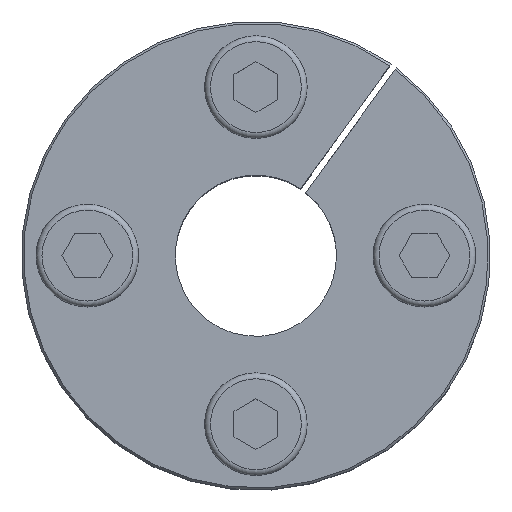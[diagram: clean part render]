
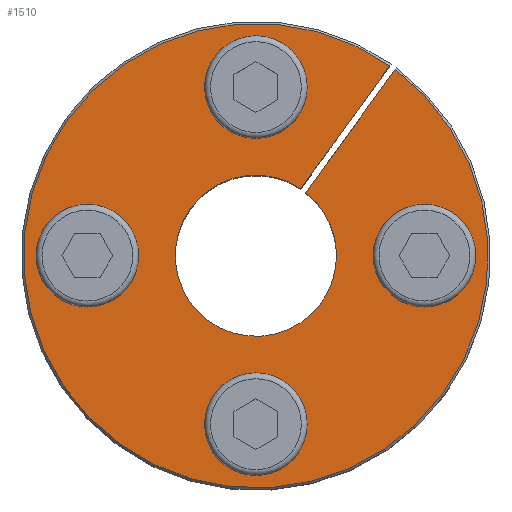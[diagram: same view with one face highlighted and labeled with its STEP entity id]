
A CAD part, top view. The second image highlights one B-rep face of the part: STEP entity #1510.
In plain terms, the highlighted planar face has unit normal (0, 0, 1).
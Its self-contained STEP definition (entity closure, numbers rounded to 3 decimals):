
#117=LINE('',#2523,#231);
#122=LINE('',#2534,#236);
#231=VECTOR('',#1996,1.);
#236=VECTOR('',#2003,1.);
#299=PLANE('',#1680);
#343=FACE_BOUND('',#549,.T.);
#344=FACE_BOUND('',#550,.T.);
#345=FACE_BOUND('',#551,.T.);
#346=FACE_BOUND('',#552,.T.);
#436=FACE_OUTER_BOUND('',#548,.T.);
#548=EDGE_LOOP('',(#1321,#1322,#1323,#1324));
#549=EDGE_LOOP('',(#1325));
#550=EDGE_LOOP('',(#1326));
#551=EDGE_LOOP('',(#1327));
#552=EDGE_LOOP('',(#1328));
#559=CIRCLE('',#1550,3.5);
#566=CIRCLE('',#1570,3.5);
#573=CIRCLE('',#1590,3.5);
#580=CIRCLE('',#1610,3.5);
#615=CIRCLE('',#1677,15.85);
#616=CIRCLE('',#1679,5.5);
#636=VERTEX_POINT('',#2164);
#656=VERTEX_POINT('',#2232);
#676=VERTEX_POINT('',#2300);
#696=VERTEX_POINT('',#2368);
#718=VERTEX_POINT('',#2490);
#732=VERTEX_POINT('',#2521);
#735=VERTEX_POINT('',#2530);
#737=VERTEX_POINT('',#2533);
#778=EDGE_CURVE('',#636,#636,#559,.T.);
#804=EDGE_CURVE('',#656,#656,#566,.T.);
#830=EDGE_CURVE('',#676,#676,#573,.T.);
#856=EDGE_CURVE('',#696,#696,#580,.T.);
#903=EDGE_CURVE('',#718,#732,#117,.T.);
#908=EDGE_CURVE('',#737,#735,#122,.T.);
#943=EDGE_CURVE('',#718,#735,#615,.T.);
#944=EDGE_CURVE('',#732,#737,#616,.T.);
#1321=ORIENTED_EDGE('',*,*,#903,.T.);
#1322=ORIENTED_EDGE('',*,*,#944,.T.);
#1323=ORIENTED_EDGE('',*,*,#908,.T.);
#1324=ORIENTED_EDGE('',*,*,#943,.F.);
#1325=ORIENTED_EDGE('',*,*,#778,.T.);
#1326=ORIENTED_EDGE('',*,*,#804,.T.);
#1327=ORIENTED_EDGE('',*,*,#830,.T.);
#1328=ORIENTED_EDGE('',*,*,#856,.T.);
#1510=ADVANCED_FACE('',(#436,#343,#344,#345,#346),#299,.T.);
#1550=AXIS2_PLACEMENT_3D('',#2165,#1739,#1740);
#1570=AXIS2_PLACEMENT_3D('',#2233,#1797,#1798);
#1590=AXIS2_PLACEMENT_3D('',#2301,#1855,#1856);
#1610=AXIS2_PLACEMENT_3D('',#2369,#1913,#1914);
#1677=AXIS2_PLACEMENT_3D('',#2604,#2089,#2090);
#1679=AXIS2_PLACEMENT_3D('',#2606,#2093,#2094);
#1680=AXIS2_PLACEMENT_3D('',#2607,#2095,#2096);
#1739=DIRECTION('center_axis',(0.,0.,
-1.));
#1740=DIRECTION('ref_axis',(-1.,0.,0.));
#1797=DIRECTION('center_axis',(0.,0.,
-1.));
#1798=DIRECTION('ref_axis',(0.,-1.,0.));
#1855=DIRECTION('center_axis',(0.,0.,
-1.));
#1856=DIRECTION('ref_axis',(1.,0.,0.));
#1913=DIRECTION('center_axis',(0.,0.,
-1.));
#1914=DIRECTION('ref_axis',(0.,1.,0.));
#1996=DIRECTION('',(-0.588,-0.809,0.));
#2003=DIRECTION('',(0.588,0.809,0.));
#2089=DIRECTION('center_axis',(0.,0.,-1.));
#2090=DIRECTION('ref_axis',(0.,1.,0.));
#2093=DIRECTION('center_axis',(0.,0.,-1.));
#2094=DIRECTION('ref_axis',(0.,1.,0.));
#2095=DIRECTION('center_axis',(0.,0.,
1.));
#2096=DIRECTION('ref_axis',(0.,-1.,0.));
#2164=CARTESIAN_POINT('',(-15.,0.,0.));
#2165=CARTESIAN_POINT('Origin',(-11.5,0.,0.));
#2232=CARTESIAN_POINT('',(0.,-15.,0.));
#2233=CARTESIAN_POINT('Origin',(0.,-11.5,0.));
#2300=CARTESIAN_POINT('',(15.,0.,0.));
#2301=CARTESIAN_POINT('Origin',(11.5,0.,0.));
#2368=CARTESIAN_POINT('',(0.,15.,0.));
#2369=CARTESIAN_POINT('Origin',(0.,11.5,0.));
#2490=CARTESIAN_POINT('',(9.493,12.692,0.));
#2521=CARTESIAN_POINT('',(3.408,4.317,0.));
#2523=CARTESIAN_POINT('',(7.418,9.836,0.));
#2530=CARTESIAN_POINT('',(9.138,12.951,0.));
#2533=CARTESIAN_POINT('',(3.052,4.575,0.));
#2534=CARTESIAN_POINT('',(7.062,10.095,0.));
#2604=CARTESIAN_POINT('Origin',(0.,0.,0.));
#2606=CARTESIAN_POINT('Origin',(0.,0.,0.));
#2607=CARTESIAN_POINT('Origin',(0.,10.675,0.));
